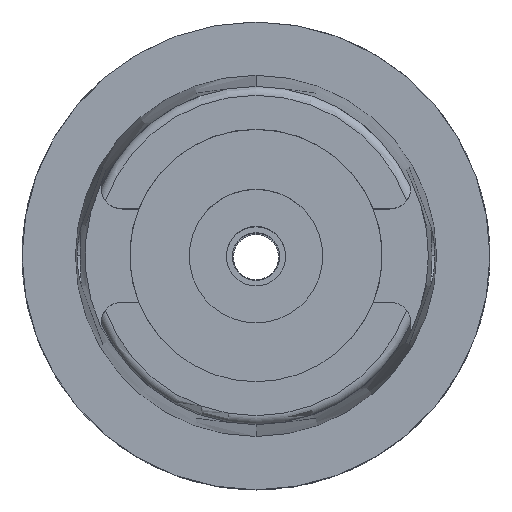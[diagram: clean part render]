
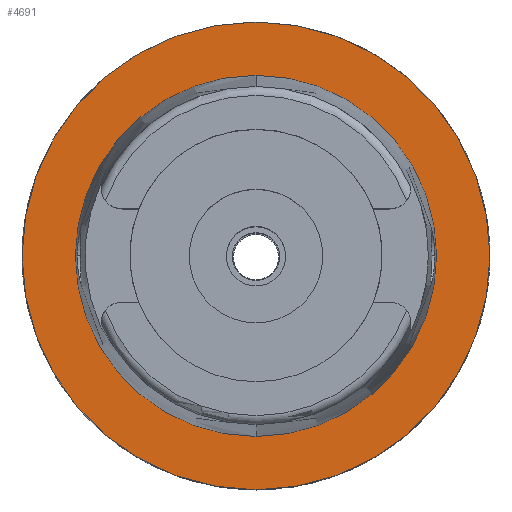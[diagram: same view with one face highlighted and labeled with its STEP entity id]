
A CAD part, top view. The second image highlights one B-rep face of the part: STEP entity #4691.
In plain terms, the highlighted planar face has unit normal (0, 0, 1).
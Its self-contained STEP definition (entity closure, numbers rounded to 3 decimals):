
#439 = EDGE_LOOP ( 'NONE', ( #4310, #1503 ) ) ;
#465 = AXIS2_PLACEMENT_3D ( 'NONE', #4126, #2395, #5369 ) ;
#604 = CARTESIAN_POINT ( 'NONE',  ( 0., -31.5, 0. ) ) ;
#654 = CARTESIAN_POINT ( 'NONE',  ( 0., 0., 0. ) ) ;
#697 = CIRCLE ( 'NONE', #5084, 31.5 ) ;
#872 = DIRECTION ( 'NONE',  ( 0., 0., -1. ) ) ;
#1077 = CIRCLE ( 'NONE', #1528, 24.315 ) ;
#1202 = CARTESIAN_POINT ( 'NONE',  ( 0., 0., 0. ) ) ;
#1293 = CARTESIAN_POINT ( 'NONE',  ( 0., 0., 0. ) ) ;
#1349 = DIRECTION ( 'NONE',  ( 0., 1., 0. ) ) ;
#1503 = ORIENTED_EDGE ( 'NONE', *, *, #4057, .F. ) ;
#1528 = AXIS2_PLACEMENT_3D ( 'NONE', #1293, #5425, #3366 ) ;
#1880 = EDGE_CURVE ( 'NONE', #5281, #4258, #697, .T. ) ;
#1955 = DIRECTION ( 'NONE',  ( 0., -1., 0. ) ) ;
#2395 = DIRECTION ( 'NONE',  ( 0., 0., 1. ) ) ;
#2439 = EDGE_CURVE ( 'NONE', #4258, #5281, #3066, .T. ) ;
#3066 = CIRCLE ( 'NONE', #4907, 31.5 ) ;
#3071 = CARTESIAN_POINT ( 'NONE',  ( 0., 0., 0. ) ) ;
#3073 = VERTEX_POINT ( 'NONE', #4379 ) ;
#3363 = FACE_OUTER_BOUND ( 'NONE', #4474, .T. ) ;
#3366 = DIRECTION ( 'NONE',  ( 0., -1., 0. ) ) ;
#3660 = ORIENTED_EDGE ( 'NONE', *, *, #2439, .F. ) ;
#3728 = CIRCLE ( 'NONE', #465, 24.315 ) ;
#3802 = DIRECTION ( 'NONE',  ( 0., -1., 0. ) ) ;
#3858 = PLANE ( 'NONE',  #4164 ) ;
#4057 = EDGE_CURVE ( 'NONE', #5289, #3073, #1077, .T. ) ;
#4126 = CARTESIAN_POINT ( 'NONE',  ( 0., 0., 0. ) ) ;
#4164 = AXIS2_PLACEMENT_3D ( 'NONE', #1202, #872, #3802 ) ;
#4258 = VERTEX_POINT ( 'NONE', #604 ) ;
#4310 = ORIENTED_EDGE ( 'NONE', *, *, #4453, .F. ) ;
#4379 = CARTESIAN_POINT ( 'NONE',  ( 0., 24.315, 0. ) ) ;
#4453 = EDGE_CURVE ( 'NONE', #3073, #5289, #3728, .T. ) ;
#4474 = EDGE_LOOP ( 'NONE', ( #4978, #3660 ) ) ;
#4613 = CARTESIAN_POINT ( 'NONE',  ( 0., -24.315, 0. ) ) ;
#4691 = ADVANCED_FACE ( 'NONE', ( #3363, #5029 ), #3858, .F. ) ;
#4738 = DIRECTION ( 'NONE',  ( 0., 0., -1. ) ) ;
#4898 = DIRECTION ( 'NONE',  ( 0., 0., -1. ) ) ;
#4907 = AXIS2_PLACEMENT_3D ( 'NONE', #654, #4898, #1955 ) ;
#4978 = ORIENTED_EDGE ( 'NONE', *, *, #1880, .F. ) ;
#5024 = CARTESIAN_POINT ( 'NONE',  ( 0., 31.5, 0. ) ) ;
#5029 = FACE_BOUND ( 'NONE', #439, .T. ) ;
#5084 = AXIS2_PLACEMENT_3D ( 'NONE', #3071, #4738, #1349 ) ;
#5281 = VERTEX_POINT ( 'NONE', #5024 ) ;
#5289 = VERTEX_POINT ( 'NONE', #4613 ) ;
#5369 = DIRECTION ( 'NONE',  ( 0., 1., 0. ) ) ;
#5425 = DIRECTION ( 'NONE',  ( 0., 0., 1. ) ) ;
